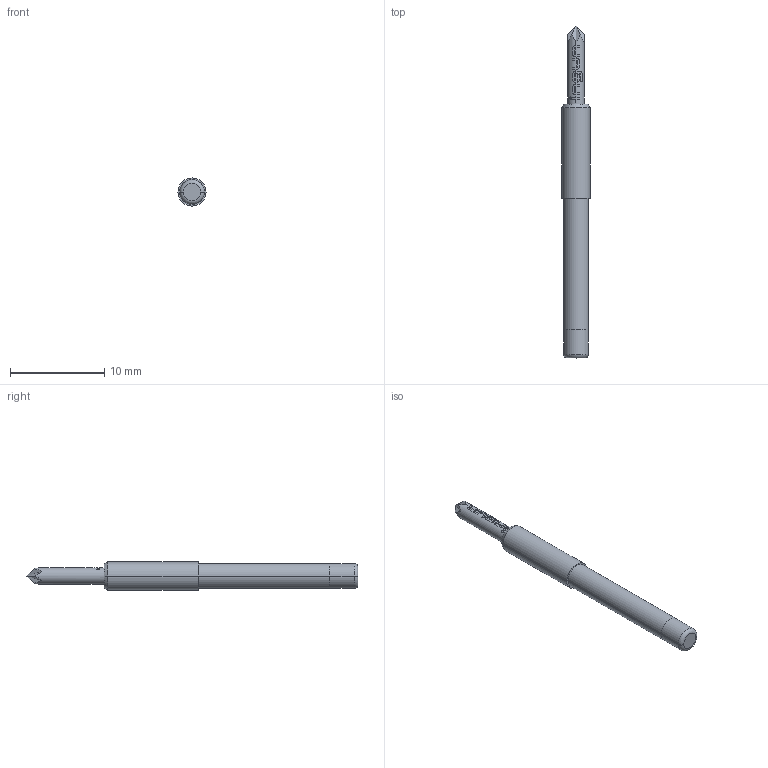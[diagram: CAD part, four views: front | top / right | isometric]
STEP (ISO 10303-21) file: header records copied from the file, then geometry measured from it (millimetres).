
FILE_DESCRIPTION (( 'STEP AP203' ), '1' );
FILE_NAME ('INGUN_GKS-113_217_180_R_xx10.STEP', '2020-09-09T11:20:14', ( '' ), ( '' ), 'SwSTEP 2.0', 'SolidWorks 2018', '' );
FILE_SCHEMA (( 'CONFIG_CONTROL_DESIGN' ));
Length unit declared in the file: millimetre
Products named in the file (1): INGUN_GKS-113_217_180_R_xx10
Bounding box: 3 x 35.3 x 3 mm (x, y, z)
Volume: 182.5 mm3; surface area: 290.1 mm2
Topology: 1 solids, 1 shells, 109 faces, 294 edges, 191 vertices
Faces by surface type: bspline 59, cylinder 27, plane 19, cone 2, torus 2
Entity records: 4707 total; most frequent: CARTESIAN_POINT 2534, ORIENTED_EDGE 588, EDGE_CURVE 294, B_SPLINE_CURVE_WITH_KNOTS 222, VERTEX_POINT 191, DIRECTION 182, EDGE_LOOP 113, FACE_OUTER_BOUND 109
